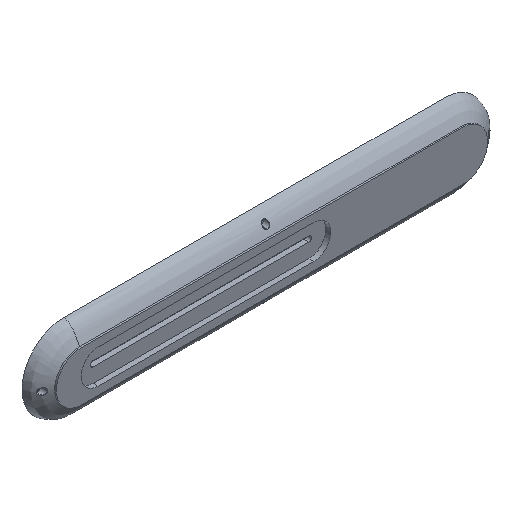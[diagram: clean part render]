
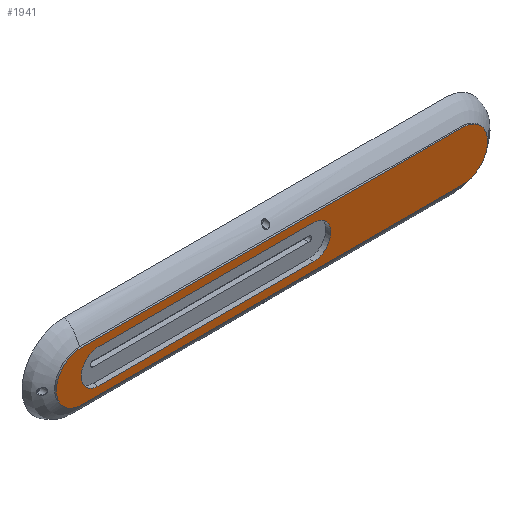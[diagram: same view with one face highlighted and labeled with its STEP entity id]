
A CAD part, isometric view. The second image highlights one B-rep face of the part: STEP entity #1941.
In plain terms, the highlighted planar face has unit normal (0, -1, 0).
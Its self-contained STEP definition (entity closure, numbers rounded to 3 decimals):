
#99 = CARTESIAN_POINT ( 'NONE',  ( 0., -1., 0. ) ) ;
#241 = DIRECTION ( 'NONE',  ( 0., 0., 1. ) ) ;
#287 = VECTOR ( 'NONE', #7547, 1000. ) ;
#307 = ORIENTED_EDGE ( 'NONE', *, *, #1818, .T. ) ;
#308 = DIRECTION ( 'NONE',  ( 0., 1., 0. ) ) ;
#412 = CARTESIAN_POINT ( 'NONE',  ( -105., -1., 10.25 ) ) ;
#641 = AXIS2_PLACEMENT_3D ( 'NONE', #7339, #8019, #8703 ) ;
#701 = VECTOR ( 'NONE', #3832, 1000. ) ;
#1092 = CARTESIAN_POINT ( 'NONE',  ( -115.25, -1., -15. ) ) ;
#1143 = EDGE_CURVE ( 'NONE', #7165, #4420, #6093, .T. ) ;
#1192 = CARTESIAN_POINT ( 'NONE',  ( 115.25, -1., 0. ) ) ;
#1259 = AXIS2_PLACEMENT_3D ( 'NONE', #5243, #3206, #3853 ) ;
#1746 = ORIENTED_EDGE ( 'NONE', *, *, #7906, .F. ) ;
#1818 = EDGE_CURVE ( 'NONE', #7165, #6772, #8308, .T. ) ;
#1880 = AXIS2_PLACEMENT_3D ( 'NONE', #99, #308, #3488 ) ;
#1941 = ADVANCED_FACE ( 'NONE', ( #8633, #4089 ), #8563, .F. ) ;
#1991 = CIRCLE ( 'NONE', #6815, 10.25 ) ;
#2442 = EDGE_CURVE ( 'NONE', #4420, #2962, #5984, .T. ) ;
#2630 = LINE ( 'NONE', #7839, #287 ) ;
#2753 = VERTEX_POINT ( 'NONE', #2950 ) ;
#2755 = DIRECTION ( 'NONE',  ( 1., 0., 0. ) ) ;
#2839 = VECTOR ( 'NONE', #8057, 1000. ) ;
#2848 = EDGE_LOOP ( 'NONE', ( #6227, #4974, #5496, #1746 ) ) ;
#2903 = AXIS2_PLACEMENT_3D ( 'NONE', #1192, #3926, #5809 ) ;
#2950 = CARTESIAN_POINT ( 'NONE',  ( -105., -1., -10.25 ) ) ;
#2962 = VERTEX_POINT ( 'NONE', #7048 ) ;
#3206 = DIRECTION ( 'NONE',  ( 0., 1., 0. ) ) ;
#3488 = DIRECTION ( 'NONE',  ( 0., 0., 1. ) ) ;
#3594 = EDGE_CURVE ( 'NONE', #2962, #6772, #8653, .T. ) ;
#3664 = VERTEX_POINT ( 'NONE', #6481 ) ;
#3832 = DIRECTION ( 'NONE',  ( 1., 0., 0. ) ) ;
#3853 = DIRECTION ( 'NONE',  ( 0., 0., 1. ) ) ;
#3926 = DIRECTION ( 'NONE',  ( 0., 1., 0. ) ) ;
#4089 = FACE_OUTER_BOUND ( 'NONE', #4106, .T. ) ;
#4106 = EDGE_LOOP ( 'NONE', ( #6840, #8426, #307, #6335 ) ) ;
#4420 = VERTEX_POINT ( 'NONE', #8032 ) ;
#4634 = CARTESIAN_POINT ( 'NONE',  ( 0., -1., -10.25 ) ) ;
#4974 = ORIENTED_EDGE ( 'NONE', *, *, #6974, .F. ) ;
#5052 = LINE ( 'NONE', #4634, #2839 ) ;
#5243 = CARTESIAN_POINT ( 'NONE',  ( -115.25, -1., 0. ) ) ;
#5444 = CARTESIAN_POINT ( 'NONE',  ( 0., -1., 15. ) ) ;
#5468 = VECTOR ( 'NONE', #2755, 1000. ) ;
#5496 = ORIENTED_EDGE ( 'NONE', *, *, #6185, .F. ) ;
#5809 = DIRECTION ( 'NONE',  ( 0., 0., 1. ) ) ;
#5984 = LINE ( 'NONE', #5444, #5468 ) ;
#6073 = EDGE_CURVE ( 'NONE', #3664, #7289, #2630, .T. ) ;
#6093 = CIRCLE ( 'NONE', #1259, 15. ) ;
#6185 = EDGE_CURVE ( 'NONE', #2753, #8148, #5052, .T. ) ;
#6227 = ORIENTED_EDGE ( 'NONE', *, *, #6073, .F. ) ;
#6275 = CARTESIAN_POINT ( 'NONE',  ( 115.25, -1., -15. ) ) ;
#6335 = ORIENTED_EDGE ( 'NONE', *, *, #3594, .F. ) ;
#6481 = CARTESIAN_POINT ( 'NONE',  ( 25.25, -1., 10.25 ) ) ;
#6772 = VERTEX_POINT ( 'NONE', #6275 ) ;
#6815 = AXIS2_PLACEMENT_3D ( 'NONE', #8370, #6985, #241 ) ;
#6840 = ORIENTED_EDGE ( 'NONE', *, *, #2442, .F. ) ;
#6974 = EDGE_CURVE ( 'NONE', #8148, #3664, #1991, .T. ) ;
#6985 = DIRECTION ( 'NONE',  ( 0., -1., 0. ) ) ;
#7048 = CARTESIAN_POINT ( 'NONE',  ( 115.25, -1., 15. ) ) ;
#7050 = CIRCLE ( 'NONE', #641, 10.25 ) ;
#7165 = VERTEX_POINT ( 'NONE', #1092 ) ;
#7289 = VERTEX_POINT ( 'NONE', #412 ) ;
#7339 = CARTESIAN_POINT ( 'NONE',  ( -105., -1., 0. ) ) ;
#7547 = DIRECTION ( 'NONE',  ( -1., 0., 0. ) ) ;
#7839 = CARTESIAN_POINT ( 'NONE',  ( 0., -1., 10.25 ) ) ;
#7873 = CARTESIAN_POINT ( 'NONE',  ( 0., -1., -15. ) ) ;
#7906 = EDGE_CURVE ( 'NONE', #7289, #2753, #7050, .T. ) ;
#8019 = DIRECTION ( 'NONE',  ( 0., -1., 0. ) ) ;
#8032 = CARTESIAN_POINT ( 'NONE',  ( -115.25, -1., 15. ) ) ;
#8057 = DIRECTION ( 'NONE',  ( 1., 0., 0. ) ) ;
#8148 = VERTEX_POINT ( 'NONE', #8188 ) ;
#8188 = CARTESIAN_POINT ( 'NONE',  ( 25.25, -1., -10.25 ) ) ;
#8308 = LINE ( 'NONE', #7873, #701 ) ;
#8370 = CARTESIAN_POINT ( 'NONE',  ( 25.25, -1., 0. ) ) ;
#8426 = ORIENTED_EDGE ( 'NONE', *, *, #1143, .F. ) ;
#8563 = PLANE ( 'NONE',  #1880 ) ;
#8633 = FACE_BOUND ( 'NONE', #2848, .T. ) ;
#8653 = CIRCLE ( 'NONE', #2903, 15. ) ;
#8703 = DIRECTION ( 'NONE',  ( 0., 0., 1. ) ) ;
